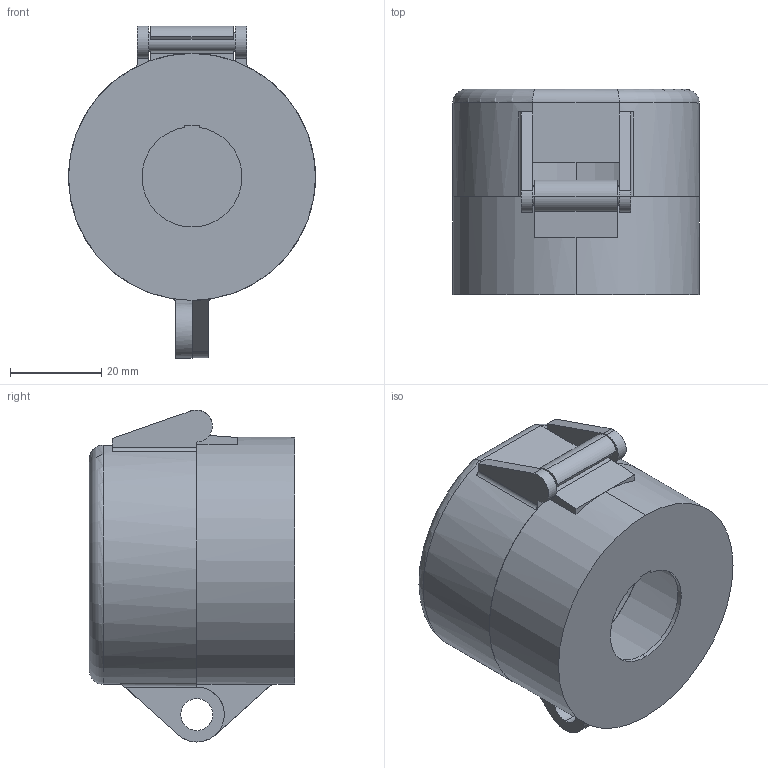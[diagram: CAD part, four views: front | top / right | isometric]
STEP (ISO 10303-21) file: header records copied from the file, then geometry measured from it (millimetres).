
FILE_DESCRIPTION (( 'STEP AP214' ), '1' );
FILE_NAME ('鞘02.STEP', '2023-03-28T08:01:22', ( '' ), ( '' ), 'SwSTEP 2.0', 'SolidWorks 2020', '' );
FILE_SCHEMA (( 'AUTOMOTIVE_DESIGN' ));
Length unit declared in the file: millimetre
Products named in the file (3): в02; 署赅 鞘02^鞘02; ﾎ魵瑙韃 ﾇﾊ02^ﾇﾊ02
Assembly tree (2 placements, depth 2):
  в02
    ﾎ魵瑙韃 ﾇﾊ02^ﾇﾊ02
    署赅 鞘02^鞘02
Bounding box: 54 x 44.9 x 72.6 mm (x, y, z)
Volume: 26010.5 mm3; surface area: 24708.9 mm2
Topology: 2 solids, 2 shells, 95 faces, 255 edges, 166 vertices
Faces by surface type: plane 56, cylinder 37, torus 2
Entity records: 3141 total; most frequent: CARTESIAN_POINT 597, DIRECTION 523, ORIENTED_EDGE 510, EDGE_CURVE 255, AXIS2_PLACEMENT_3D 182, VERTEX_POINT 166, VECTOR 159, LINE 159
